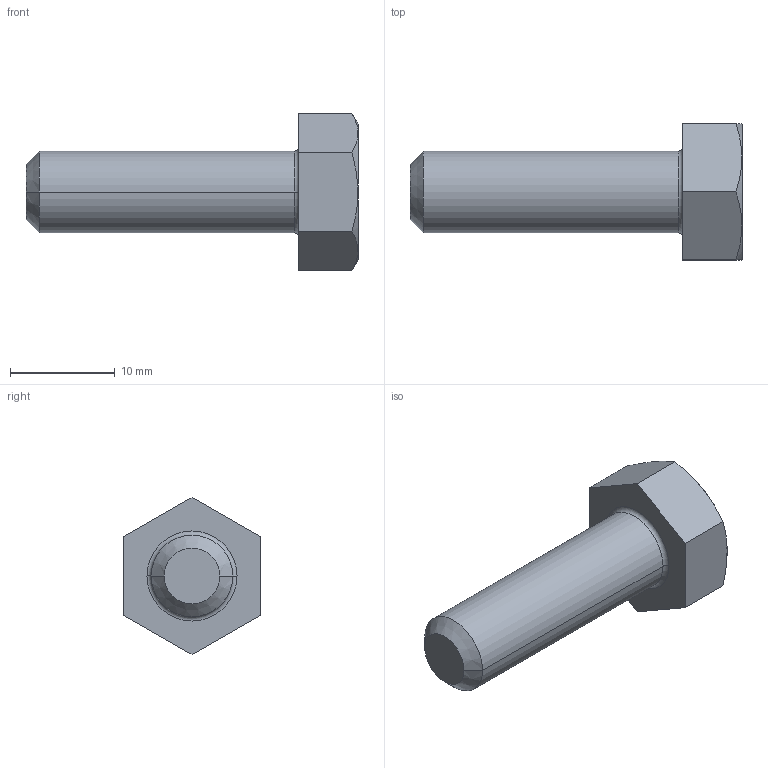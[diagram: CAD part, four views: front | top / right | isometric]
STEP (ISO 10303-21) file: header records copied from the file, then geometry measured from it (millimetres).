
FILE_DESCRIPTION(('CATIA V5 STEP Exchange'),'2;1');
FILE_NAME('ISO_4018_M8x25_STEEL_GRADE_C_HEXAGON_HEAD_SCREW.stp','2024-03-02T21:19:05+00:00',('none'),('none'),'CATIA Version 5 Release 21 GA (IN-10)','CATIA V5 STEP AP203','none');
FILE_SCHEMA(('CONFIG_CONTROL_DESIGN'));
Length unit declared in the file: millimetre
Products named in the file (1): ISO 4018 SCREW M8x25 STEEL GRADE C HEXAGON HEAD
Bounding box: 31.73 x 13 x 15.01 mm (x, y, z)
Volume: 2058.2 mm3; surface area: 1156 mm2
Topology: 1 solids, 1 shells, 17 faces, 38 edges, 24 vertices
Faces by surface type: plane 9, cone 4, torus 2, cylinder 2
Entity records: 552 total; most frequent: CARTESIAN_POINT 154, ORIENTED_EDGE 76, DIRECTION 60, EDGE_CURVE 38, AXIS2_PLACEMENT_3D 28, VERTEX_POINT 24, VECTOR 18, EDGE_LOOP 18
